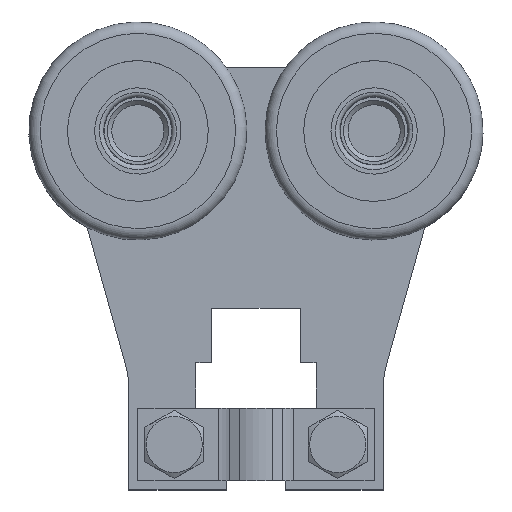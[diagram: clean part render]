
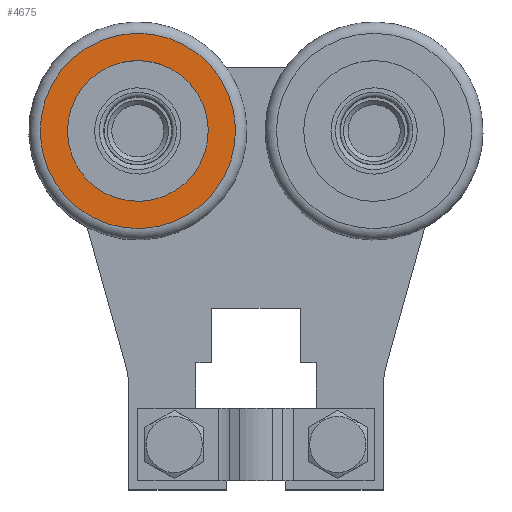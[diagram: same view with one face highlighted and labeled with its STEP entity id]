
A CAD part, top view. The second image highlights one B-rep face of the part: STEP entity #4675.
In plain terms, the highlighted planar face has unit normal (0, 0, 1).
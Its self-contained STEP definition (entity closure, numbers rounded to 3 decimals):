
#4675=ADVANCED_FACE('',(#8694,#8696),#8698,.F.);
#8694=FACE_BOUND('',#8695,.T.);
#8695=EDGE_LOOP('',(#11425));
#8696=FACE_BOUND('',#8697,.T.);
#8697=EDGE_LOOP('',(#11426));
#8698=PLANE('',#8699);
#8699=AXIS2_PLACEMENT_3D('',#8700,#8701,#8702);
#8700=CARTESIAN_POINT('',(14.,78.222,30.75));
#8701=DIRECTION('',(0.,0.,-1.));
#8702=DIRECTION('',(-0.469,-0.883,0.));
#11425=ORIENTED_EDGE('',*,*,#12722,.F.);
#11426=ORIENTED_EDGE('',*,*,#12727,.T.);
#12722=EDGE_CURVE('',#14804,#14804,#14805,.T.);
#12727=EDGE_CURVE('',#14814,#14814,#14815,.T.);
#14804=VERTEX_POINT('',#21196);
#14805=CIRCLE('',#21197,21.5);
#14814=VERTEX_POINT('',#21221);
#14815=CIRCLE('',#21222,15.5);
#21196=CARTESIAN_POINT('',(3.923,59.23,30.75));
#21197=AXIS2_PLACEMENT_3D('',#21198,#21199,#21200);
#21198=CARTESIAN_POINT('',(14.,78.222,30.75));
#21199=DIRECTION('',(0.,0.,-1.));
#21200=DIRECTION('',(-0.469,-0.883,0.));
#21221=CARTESIAN_POINT('',(6.735,64.53,30.75));
#21222=AXIS2_PLACEMENT_3D('',#21223,#21224,#21225);
#21223=CARTESIAN_POINT('',(14.,78.222,30.75));
#21224=DIRECTION('',(0.,0.,-1.));
#21225=DIRECTION('',(-0.469,-0.883,0.));
